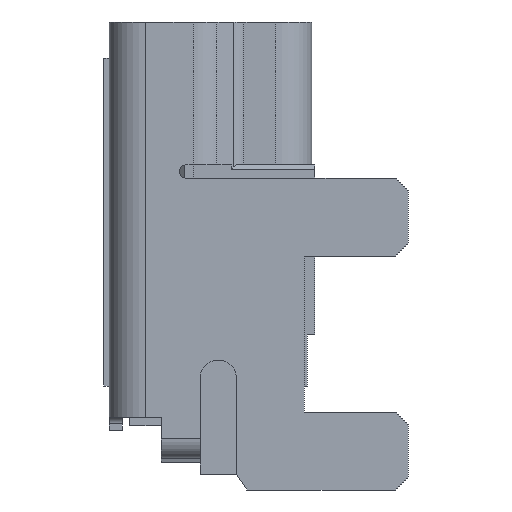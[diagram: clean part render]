
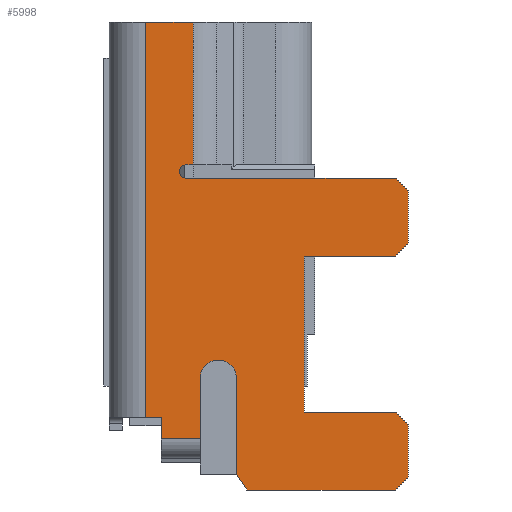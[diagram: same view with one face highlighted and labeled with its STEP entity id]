
A CAD part, left-side view. The second image highlights one B-rep face of the part: STEP entity #5998.
In plain terms, the highlighted planar face has unit normal (-1, 0, 0).
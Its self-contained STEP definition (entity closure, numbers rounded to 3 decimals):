
#51=DIRECTION('',(0.,1.,0.));
#52=VECTOR('',#51,0.92);
#53=CARTESIAN_POINT('',(-3.85,0.33,0.));
#54=LINE('',#53,#52);
#136=DIRECTION('',(0.,0.,-1.));
#137=VECTOR('',#136,0.418);
#138=CARTESIAN_POINT('',(-3.85,0.95,-7.6));
#139=LINE('',#138,#137);
#228=DIRECTION('',(0.,0.,-1.));
#229=VECTOR('',#228,1.168);
#230=CARTESIAN_POINT('',(-3.85,0.2,-6.85));
#231=LINE('',#230,#229);
#232=DIRECTION('',(0.,-1.,0.));
#233=VECTOR('',#232,0.3);
#234=CARTESIAN_POINT('',(-3.85,1.25,-7.6));
#235=LINE('',#234,#233);
#236=DIRECTION('',(0.,0.,-1.));
#237=VECTOR('',#236,2.75);
#238=CARTESIAN_POINT('',(-3.85,0.33,0.));
#239=LINE('',#238,#237);
#240=DIRECTION('',(0.,1.,0.));
#241=VECTOR('',#240,0.145);
#242=CARTESIAN_POINT('',(-3.85,0.33,-2.75));
#243=LINE('',#242,#241);
#244=CARTESIAN_POINT('',(-3.85,0.475,-2.875));
#245=DIRECTION('',(1.,0.,0.));
#246=DIRECTION('',(0.,0.,-1.));
#247=AXIS2_PLACEMENT_3D('',#244,#245,#246);
#249=DIRECTION('',(0.,-1.,0.));
#250=VECTOR('',#249,4.025);
#251=CARTESIAN_POINT('',(-3.85,0.475,-3.));
#252=LINE('',#251,#250);
#253=DIRECTION('',(0.,0.,-1.));
#254=VECTOR('',#253,1.);
#255=CARTESIAN_POINT('',(-3.85,-3.8,-3.25));
#256=LINE('',#255,#254);
#257=DIRECTION('',(0.,0.,1.));
#258=VECTOR('',#257,3.);
#259=CARTESIAN_POINT('',(-3.85,-1.8,-7.5));
#260=LINE('',#259,#258);
#261=DIRECTION('',(0.,1.,0.));
#262=VECTOR('',#261,2.85);
#263=CARTESIAN_POINT('',(-3.85,-3.55,-9.));
#264=LINE('',#263,#262);
#265=DIRECTION('',(0.,-0.555,-0.832));
#266=VECTOR('',#265,0.361);
#267=CARTESIAN_POINT('',(-3.85,-0.5,-8.7));
#268=LINE('',#267,#266);
#269=DIRECTION('',(0.,0.,-1.));
#270=VECTOR('',#269,1.85);
#271=CARTESIAN_POINT('',(-3.85,-0.5,-6.85));
#272=LINE('',#271,#270);
#273=CARTESIAN_POINT('',(-3.85,-0.15,-6.85));
#274=DIRECTION('',(1.,0.,0.));
#275=DIRECTION('',(0.,1.,0.));
#276=AXIS2_PLACEMENT_3D('',#273,#274,#275);
#1528=DIRECTION('',(0.,1.,0.));
#1529=VECTOR('',#1528,1.75);
#1530=CARTESIAN_POINT('',(-3.85,-3.55,-4.5));
#1531=LINE('',#1530,#1529);
#2100=DIRECTION('',(0.,-0.707,0.707));
#2101=VECTOR('',#2100,0.354);
#2102=CARTESIAN_POINT('',(-3.85,-3.55,-9.));
#2103=LINE('',#2102,#2101);
#2112=DIRECTION('',(0.,0.,1.));
#2113=VECTOR('',#2112,1.);
#2114=CARTESIAN_POINT('',(-3.85,-3.8,-8.75));
#2115=LINE('',#2114,#2113);
#2128=DIRECTION('',(0.,-0.707,-0.707));
#2129=VECTOR('',#2128,0.354);
#2130=CARTESIAN_POINT('',(-3.85,-3.55,-7.5));
#2131=LINE('',#2130,#2129);
#2140=DIRECTION('',(0.,-1.,0.));
#2141=VECTOR('',#2140,1.75);
#2142=CARTESIAN_POINT('',(-3.85,-1.8,-7.5));
#2143=LINE('',#2142,#2141);
#3451=DIRECTION('',(0.,0.,-1.));
#3452=VECTOR('',#3451,7.6);
#3453=CARTESIAN_POINT('',(-3.85,1.25,0.));
#3454=LINE('',#3453,#3452);
#3459=DIRECTION('',(0.,-0.707,0.707));
#3460=VECTOR('',#3459,0.354);
#3461=CARTESIAN_POINT('',(-3.85,-3.55,-4.5));
#3462=LINE('',#3461,#3460);
#3487=DIRECTION('',(0.,-0.707,-0.707));
#3488=VECTOR('',#3487,0.354);
#3489=CARTESIAN_POINT('',(-3.85,-3.55,-3.));
#3490=LINE('',#3489,#3488);
#4103=DIRECTION('',(0.,1.,0.));
#4104=VECTOR('',#4103,0.75);
#4105=CARTESIAN_POINT('',(-3.85,0.2,-8.018));
#4106=LINE('',#4105,#4104);
#4453=CARTESIAN_POINT('',(-3.85,0.33,0.));
#4454=VERTEX_POINT('',#4453);
#4455=CARTESIAN_POINT('',(-3.85,1.25,0.));
#4456=VERTEX_POINT('',#4455);
#4495=CARTESIAN_POINT('',(-3.85,0.33,-2.75));
#4496=VERTEX_POINT('',#4495);
#4497=CARTESIAN_POINT('',(-3.85,0.475,-3.));
#4498=CARTESIAN_POINT('',(-3.85,0.475,-2.75));
#4499=VERTEX_POINT('',#4497);
#4500=VERTEX_POINT('',#4498);
#4907=CARTESIAN_POINT('',(-3.85,-0.5,-8.7));
#4908=CARTESIAN_POINT('',(-3.85,-0.7,-9.));
#4909=VERTEX_POINT('',#4907);
#4910=VERTEX_POINT('',#4908);
#4911=CARTESIAN_POINT('',(-3.85,0.2,-6.85));
#4912=CARTESIAN_POINT('',(-3.85,-0.5,-6.85));
#4913=VERTEX_POINT('',#4911);
#4914=VERTEX_POINT('',#4912);
#4937=CARTESIAN_POINT('',(-3.85,1.25,-7.6));
#4938=CARTESIAN_POINT('',(-3.85,0.95,-7.6));
#4939=VERTEX_POINT('',#4937);
#4940=VERTEX_POINT('',#4938);
#5065=CARTESIAN_POINT('',(-3.85,0.2,-8.018));
#5067=VERTEX_POINT('',#5065);
#5089=CARTESIAN_POINT('',(-3.85,0.95,-8.018));
#5091=VERTEX_POINT('',#5089);
#5591=CARTESIAN_POINT('',(-3.85,-1.8,-4.5));
#5592=VERTEX_POINT('',#5591);
#5598=CARTESIAN_POINT('',(-3.85,-1.8,-7.5));
#5600=VERTEX_POINT('',#5598);
#5633=CARTESIAN_POINT('',(-3.85,-3.55,-7.5));
#5635=VERTEX_POINT('',#5633);
#5637=CARTESIAN_POINT('',(-3.85,-3.8,-7.75));
#5639=VERTEX_POINT('',#5637);
#5641=CARTESIAN_POINT('',(-3.85,-3.55,-9.));
#5643=VERTEX_POINT('',#5641);
#5645=CARTESIAN_POINT('',(-3.85,-3.8,-8.75));
#5647=VERTEX_POINT('',#5645);
#5650=CARTESIAN_POINT('',(-3.85,-3.55,-3.));
#5652=VERTEX_POINT('',#5650);
#5654=CARTESIAN_POINT('',(-3.85,-3.8,-3.25));
#5656=VERTEX_POINT('',#5654);
#5658=CARTESIAN_POINT('',(-3.85,-3.55,-4.5));
#5660=VERTEX_POINT('',#5658);
#5662=CARTESIAN_POINT('',(-3.85,-3.8,-4.25));
#5664=VERTEX_POINT('',#5662);
#5947=CARTESIAN_POINT('',(-3.85,0.33,0.));
#5948=DIRECTION('',(-1.,0.,0.));
#5949=DIRECTION('',(0.,1.,0.));
#5950=AXIS2_PLACEMENT_3D('',#5947,#5948,#5949);
#5951=PLANE('',#5950);
#5953=ORIENTED_EDGE('',*,*,#5952,.T.);
#5955=ORIENTED_EDGE('',*,*,#5954,.T.);
#5956=ORIENTED_EDGE('',*,*,#5893,.F.);
#5958=ORIENTED_EDGE('',*,*,#5957,.F.);
#5960=ORIENTED_EDGE('',*,*,#5959,.F.);
#5961=ORIENTED_EDGE('',*,*,#5756,.F.);
#5963=ORIENTED_EDGE('',*,*,#5962,.T.);
#5965=ORIENTED_EDGE('',*,*,#5964,.T.);
#5967=ORIENTED_EDGE('',*,*,#5966,.F.);
#5969=ORIENTED_EDGE('',*,*,#5968,.T.);
#5971=ORIENTED_EDGE('',*,*,#5970,.T.);
#5973=ORIENTED_EDGE('',*,*,#5972,.T.);
#5975=ORIENTED_EDGE('',*,*,#5974,.F.);
#5977=ORIENTED_EDGE('',*,*,#5976,.T.);
#5979=ORIENTED_EDGE('',*,*,#5978,.F.);
#5981=ORIENTED_EDGE('',*,*,#5980,.T.);
#5983=ORIENTED_EDGE('',*,*,#5982,.T.);
#5985=ORIENTED_EDGE('',*,*,#5984,.F.);
#5987=ORIENTED_EDGE('',*,*,#5986,.F.);
#5989=ORIENTED_EDGE('',*,*,#5988,.T.);
#5991=ORIENTED_EDGE('',*,*,#5990,.F.);
#5993=ORIENTED_EDGE('',*,*,#5992,.F.);
#5995=ORIENTED_EDGE('',*,*,#5994,.F.);
#5996=EDGE_LOOP('',(#5953,#5955,#5956,#5958,#5960,#5961,#5963,#5965,#5967,#5969,
#5971,#5973,#5975,#5977,#5979,#5981,#5983,#5985,#5987,#5989,#5991,#5993,#5995));
#5997=FACE_OUTER_BOUND('',#5996,.F.);
#5998=ADVANCED_FACE('',(#5997),#5951,.T.);
#248=CIRCLE('',#247,0.125);
#277=CIRCLE('',#276,0.35);
#5756=EDGE_CURVE('',#4454,#4456,#54,.T.);
#5893=EDGE_CURVE('',#4940,#5091,#139,.T.);
#5952=EDGE_CURVE('',#4913,#5067,#231,.T.);
#5954=EDGE_CURVE('',#5067,#5091,#4106,.T.);
#5957=EDGE_CURVE('',#4939,#4940,#235,.T.);
#5959=EDGE_CURVE('',#4456,#4939,#3454,.T.);
#5962=EDGE_CURVE('',#4454,#4496,#239,.T.);
#5964=EDGE_CURVE('',#4496,#4500,#243,.T.);
#5966=EDGE_CURVE('',#4499,#4500,#248,.T.);
#5968=EDGE_CURVE('',#4499,#5652,#252,.T.);
#5970=EDGE_CURVE('',#5652,#5656,#3490,.T.);
#5972=EDGE_CURVE('',#5656,#5664,#256,.T.);
#5974=EDGE_CURVE('',#5660,#5664,#3462,.T.);
#5976=EDGE_CURVE('',#5660,#5592,#1531,.T.);
#5978=EDGE_CURVE('',#5600,#5592,#260,.T.);
#5980=EDGE_CURVE('',#5600,#5635,#2143,.T.);
#5982=EDGE_CURVE('',#5635,#5639,#2131,.T.);
#5984=EDGE_CURVE('',#5647,#5639,#2115,.T.);
#5986=EDGE_CURVE('',#5643,#5647,#2103,.T.);
#5988=EDGE_CURVE('',#5643,#4910,#264,.T.);
#5990=EDGE_CURVE('',#4909,#4910,#268,.T.);
#5992=EDGE_CURVE('',#4914,#4909,#272,.T.);
#5994=EDGE_CURVE('',#4913,#4914,#277,.T.);
